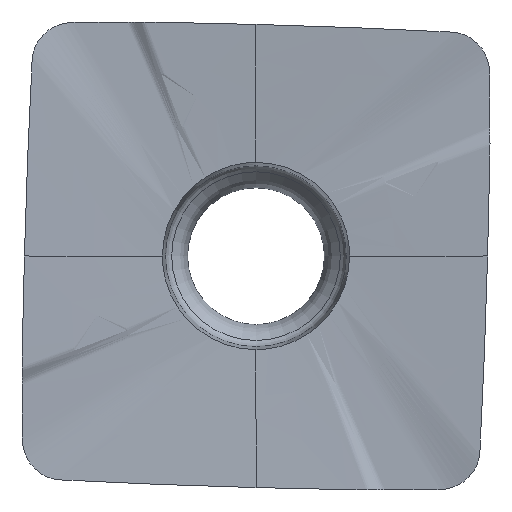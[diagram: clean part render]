
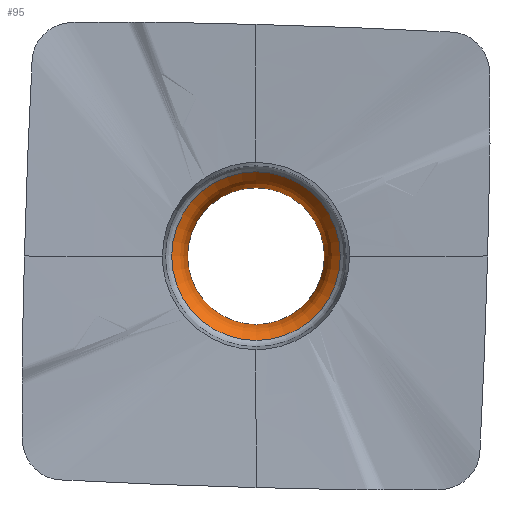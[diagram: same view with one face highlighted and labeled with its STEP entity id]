
A CAD part, top view. The second image highlights one B-rep face of the part: STEP entity #95.
In plain terms, the highlighted toroidal (fillet/blend) face has major radius 3.3 mm and minor radius 1.25 mm.
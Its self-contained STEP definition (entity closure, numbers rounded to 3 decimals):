
#37=TOROIDAL_SURFACE('',#412,3.3,1.25);
#95=ADVANCED_FACE('',(#117,#118),#37,.T.);
#106=CIRCLE('',#406,2.05);
#108=CIRCLE('',#409,2.527);
#117=FACE_BOUND('',#147,.T.);
#118=FACE_BOUND('',#148,.T.);
#147=EDGE_LOOP('',(#243));
#148=EDGE_LOOP('',(#244));
#243=ORIENTED_EDGE('',*,*,#318,.T.);
#244=ORIENTED_EDGE('',*,*,#320,.F.);
#270=VERTEX_POINT('',#9768);
#272=VERTEX_POINT('',#9773);
#318=EDGE_CURVE('',#270,#270,#106,.T.);
#320=EDGE_CURVE('',#272,#272,#108,.T.);
#406=AXIS2_PLACEMENT_3D('',#9767,#439,#440);
#409=AXIS2_PLACEMENT_3D('',#9772,#445,#446);
#412=AXIS2_PLACEMENT_3D('',#9776,#451,#452);
#439=DIRECTION('',(0.,0.,-1.));
#440=DIRECTION('',(0.,-1.,0.));
#445=DIRECTION('',(0.,0.,-1.));
#446=DIRECTION('',(0.,-1.,0.));
#451=DIRECTION('',(0.,0.,1.));
#452=DIRECTION('',(0.,-1.,0.));
#9767=CARTESIAN_POINT('',(0.,0.,-2.827));
#9768=CARTESIAN_POINT('',(0.,-2.05,-2.827));
#9772=CARTESIAN_POINT('',(0.,0.,-1.844));
#9773=CARTESIAN_POINT('',(0.,-2.527,-1.844));
#9776=CARTESIAN_POINT('',(0.,0.,-2.827));
